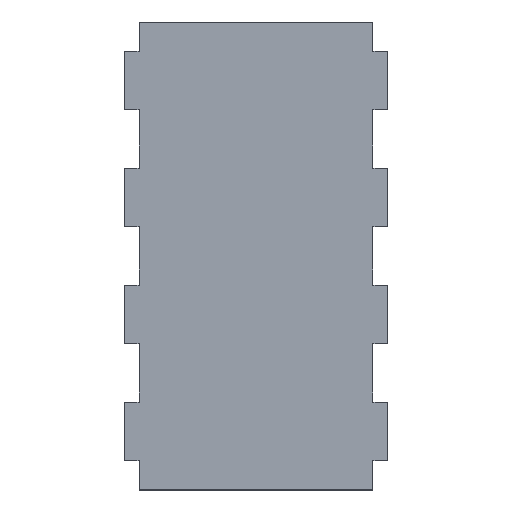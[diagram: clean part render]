
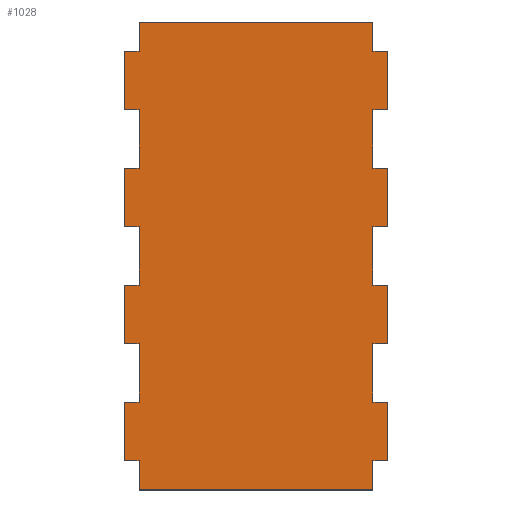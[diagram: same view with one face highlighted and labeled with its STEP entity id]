
A CAD part, top view. The second image highlights one B-rep face of the part: STEP entity #1028.
In plain terms, the highlighted planar face has unit normal (0, 0, 1).
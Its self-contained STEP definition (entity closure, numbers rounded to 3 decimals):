
#64=ORIENTED_EDGE('',*,*,#276,.T.);
#65=ORIENTED_EDGE('',*,*,#278,.F.);
#66=ORIENTED_EDGE('',*,*,#279,.F.);
#67=ORIENTED_EDGE('',*,*,#280,.F.);
#68=ORIENTED_EDGE('',*,*,#270,.T.);
#69=ORIENTED_EDGE('',*,*,#281,.T.);
#70=ORIENTED_EDGE('',*,*,#282,.T.);
#71=ORIENTED_EDGE('',*,*,#283,.T.);
#72=ORIENTED_EDGE('',*,*,#265,.T.);
#73=ORIENTED_EDGE('',*,*,#284,.T.);
#74=ORIENTED_EDGE('',*,*,#285,.T.);
#75=ORIENTED_EDGE('',*,*,#286,.T.);
#76=ORIENTED_EDGE('',*,*,#287,.T.);
#77=ORIENTED_EDGE('',*,*,#272,.T.);
#78=ORIENTED_EDGE('',*,*,#250,.T.);
#79=ORIENTED_EDGE('',*,*,#288,.F.);
#80=ORIENTED_EDGE('',*,*,#289,.F.);
#81=ORIENTED_EDGE('',*,*,#290,.F.);
#82=ORIENTED_EDGE('',*,*,#242,.T.);
#83=ORIENTED_EDGE('',*,*,#291,.F.);
#84=ORIENTED_EDGE('',*,*,#292,.F.);
#85=ORIENTED_EDGE('',*,*,#293,.F.);
#86=ORIENTED_EDGE('',*,*,#254,.T.);
#87=ORIENTED_EDGE('',*,*,#294,.T.);
#88=ORIENTED_EDGE('',*,*,#295,.T.);
#89=ORIENTED_EDGE('',*,*,#296,.T.);
#90=ORIENTED_EDGE('',*,*,#259,.T.);
#91=ORIENTED_EDGE('',*,*,#297,.T.);
#92=ORIENTED_EDGE('',*,*,#298,.T.);
#93=ORIENTED_EDGE('',*,*,#299,.T.);
#94=ORIENTED_EDGE('',*,*,#247,.T.);
#95=ORIENTED_EDGE('',*,*,#262,.T.);
#96=ORIENTED_EDGE('',*,*,#300,.T.);
#97=ORIENTED_EDGE('',*,*,#301,.F.);
#98=ORIENTED_EDGE('',*,*,#302,.F.);
#99=ORIENTED_EDGE('',*,*,#303,.F.);
#242=EDGE_CURVE('',#351,#350,#422,.T.);
#247=EDGE_CURVE('',#353,#355,#427,.T.);
#250=EDGE_CURVE('',#359,#358,#430,.T.);
#254=EDGE_CURVE('',#363,#362,#434,.T.);
#259=EDGE_CURVE('',#365,#367,#439,.T.);
#262=EDGE_CURVE('',#355,#369,#442,.T.);
#265=EDGE_CURVE('',#373,#372,#445,.T.);
#270=EDGE_CURVE('',#374,#377,#450,.T.);
#272=EDGE_CURVE('',#379,#359,#452,.T.);
#276=EDGE_CURVE('',#383,#382,#456,.T.);
#278=EDGE_CURVE('',#384,#382,#458,.T.);
#279=EDGE_CURVE('',#385,#384,#459,.T.);
#280=EDGE_CURVE('',#374,#385,#460,.T.);
#281=EDGE_CURVE('',#377,#386,#461,.T.);
#282=EDGE_CURVE('',#386,#387,#462,.T.);
#283=EDGE_CURVE('',#387,#373,#463,.T.);
#284=EDGE_CURVE('',#372,#388,#464,.T.);
#285=EDGE_CURVE('',#388,#389,#465,.T.);
#286=EDGE_CURVE('',#389,#390,#466,.T.);
#287=EDGE_CURVE('',#390,#379,#467,.T.);
#288=EDGE_CURVE('',#391,#358,#468,.T.);
#289=EDGE_CURVE('',#392,#391,#469,.T.);
#290=EDGE_CURVE('',#351,#392,#470,.T.);
#291=EDGE_CURVE('',#393,#350,#471,.T.);
#292=EDGE_CURVE('',#394,#393,#472,.T.);
#293=EDGE_CURVE('',#363,#394,#473,.T.);
#294=EDGE_CURVE('',#362,#395,#474,.T.);
#295=EDGE_CURVE('',#395,#396,#475,.T.);
#296=EDGE_CURVE('',#396,#365,#476,.T.);
#297=EDGE_CURVE('',#367,#397,#477,.T.);
#298=EDGE_CURVE('',#397,#398,#478,.T.);
#299=EDGE_CURVE('',#398,#353,#479,.T.);
#300=EDGE_CURVE('',#369,#399,#480,.T.);
#301=EDGE_CURVE('',#400,#399,#481,.T.);
#302=EDGE_CURVE('',#401,#400,#482,.T.);
#303=EDGE_CURVE('',#383,#401,#483,.T.);
#350=VERTEX_POINT('',#1296);
#351=VERTEX_POINT('',#1298);
#353=VERTEX_POINT('',#1303);
#355=VERTEX_POINT('',#1307);
#358=VERTEX_POINT('',#1314);
#359=VERTEX_POINT('',#1316);
#362=VERTEX_POINT('',#1323);
#363=VERTEX_POINT('',#1325);
#365=VERTEX_POINT('',#1330);
#367=VERTEX_POINT('',#1334);
#369=VERTEX_POINT('',#1340);
#372=VERTEX_POINT('',#1347);
#373=VERTEX_POINT('',#1349);
#374=VERTEX_POINT('',#1353);
#377=VERTEX_POINT('',#1358);
#379=VERTEX_POINT('',#1364);
#382=VERTEX_POINT('',#1371);
#383=VERTEX_POINT('',#1373);
#384=VERTEX_POINT('',#1377);
#385=VERTEX_POINT('',#1379);
#386=VERTEX_POINT('',#1382);
#387=VERTEX_POINT('',#1384);
#388=VERTEX_POINT('',#1387);
#389=VERTEX_POINT('',#1389);
#390=VERTEX_POINT('',#1391);
#391=VERTEX_POINT('',#1394);
#392=VERTEX_POINT('',#1396);
#393=VERTEX_POINT('',#1399);
#394=VERTEX_POINT('',#1401);
#395=VERTEX_POINT('',#1404);
#396=VERTEX_POINT('',#1406);
#397=VERTEX_POINT('',#1409);
#398=VERTEX_POINT('',#1411);
#399=VERTEX_POINT('',#1414);
#400=VERTEX_POINT('',#1416);
#401=VERTEX_POINT('',#1418);
#422=LINE('',#1297,#530);
#427=LINE('',#1308,#535);
#430=LINE('',#1315,#538);
#434=LINE('',#1324,#542);
#439=LINE('',#1335,#547);
#442=LINE('',#1341,#550);
#445=LINE('',#1348,#553);
#450=LINE('',#1359,#558);
#452=LINE('',#1363,#560);
#456=LINE('',#1372,#564);
#458=LINE('',#1376,#566);
#459=LINE('',#1378,#567);
#460=LINE('',#1380,#568);
#461=LINE('',#1381,#569);
#462=LINE('',#1383,#570);
#463=LINE('',#1385,#571);
#464=LINE('',#1386,#572);
#465=LINE('',#1388,#573);
#466=LINE('',#1390,#574);
#467=LINE('',#1392,#575);
#468=LINE('',#1393,#576);
#469=LINE('',#1395,#577);
#470=LINE('',#1397,#578);
#471=LINE('',#1398,#579);
#472=LINE('',#1400,#580);
#473=LINE('',#1402,#581);
#474=LINE('',#1403,#582);
#475=LINE('',#1405,#583);
#476=LINE('',#1407,#584);
#477=LINE('',#1408,#585);
#478=LINE('',#1410,#586);
#479=LINE('',#1412,#587);
#480=LINE('',#1413,#588);
#481=LINE('',#1415,#589);
#482=LINE('',#1417,#590);
#483=LINE('',#1419,#591);
#530=VECTOR('',#1108,1000.);
#535=VECTOR('',#1115,1000.);
#538=VECTOR('',#1120,1000.);
#542=VECTOR('',#1126,1000.);
#547=VECTOR('',#1133,1000.);
#550=VECTOR('',#1138,1000.);
#553=VECTOR('',#1143,1000.);
#558=VECTOR('',#1150,1000.);
#560=VECTOR('',#1154,1000.);
#564=VECTOR('',#1160,1000.);
#566=VECTOR('',#1164,1000.);
#567=VECTOR('',#1165,1000.);
#568=VECTOR('',#1166,1000.);
#569=VECTOR('',#1167,1000.);
#570=VECTOR('',#1168,1000.);
#571=VECTOR('',#1169,1000.);
#572=VECTOR('',#1170,1000.);
#573=VECTOR('',#1171,1000.);
#574=VECTOR('',#1172,1000.);
#575=VECTOR('',#1173,1000.);
#576=VECTOR('',#1174,1000.);
#577=VECTOR('',#1175,1000.);
#578=VECTOR('',#1176,1000.);
#579=VECTOR('',#1177,1000.);
#580=VECTOR('',#1178,1000.);
#581=VECTOR('',#1179,1000.);
#582=VECTOR('',#1180,1000.);
#583=VECTOR('',#1181,1000.);
#584=VECTOR('',#1182,1000.);
#585=VECTOR('',#1183,1000.);
#586=VECTOR('',#1184,1000.);
#587=VECTOR('',#1185,1000.);
#588=VECTOR('',#1186,1000.);
#589=VECTOR('',#1187,1000.);
#590=VECTOR('',#1188,1000.);
#591=VECTOR('',#1189,1000.);
#646=EDGE_LOOP('',(#64,#65,#66,#67,#68,#69,#70,#71,#72,#73,#74,#75,#76,
#77,#78,#79,#80,#81,#82,#83,#84,#85,#86,#87,#88,#89,#90,#91,#92,#93,#94,
#95,#96,#97,#98,#99));
#684=FACE_BOUND('',#646,.T.);
#722=PLANE('',#1073);
#1028=ADVANCED_FACE('',(#684),#722,.T.);
#1073=AXIS2_PLACEMENT_3D('',#1375,#1162,#1163);
#1108=DIRECTION('',(0.,1.,0.));
#1115=DIRECTION('',(0.,1.,0.));
#1120=DIRECTION('',(0.,1.,0.));
#1126=DIRECTION('',(0.,1.,0.));
#1133=DIRECTION('',(0.,1.,0.));
#1138=DIRECTION('',(-1.,0.,0.));
#1143=DIRECTION('',(0.,-1.,0.));
#1150=DIRECTION('',(0.,-1.,0.));
#1154=DIRECTION('',(1.,0.,0.));
#1160=DIRECTION('',(0.,-1.,0.));
#1162=DIRECTION('',(0.,0.,1.));
#1163=DIRECTION('',(1.,0.,0.));
#1164=DIRECTION('',(1.,0.,0.));
#1165=DIRECTION('',(0.,1.,0.));
#1166=DIRECTION('',(-1.,0.,0.));
#1167=DIRECTION('',(-1.,0.,0.));
#1168=DIRECTION('',(0.,-1.,0.));
#1169=DIRECTION('',(1.,0.,0.));
#1170=DIRECTION('',(-1.,0.,0.));
#1171=DIRECTION('',(0.,-1.,0.));
#1172=DIRECTION('',(1.,0.,0.));
#1173=DIRECTION('',(0.,-1.,0.));
#1174=DIRECTION('',(-1.,0.,0.));
#1175=DIRECTION('',(0.,-1.,0.));
#1176=DIRECTION('',(1.,0.,0.));
#1177=DIRECTION('',(-1.,0.,0.));
#1178=DIRECTION('',(0.,-1.,0.));
#1179=DIRECTION('',(1.,0.,0.));
#1180=DIRECTION('',(1.,0.,0.));
#1181=DIRECTION('',(0.,1.,0.));
#1182=DIRECTION('',(-1.,0.,0.));
#1183=DIRECTION('',(1.,0.,0.));
#1184=DIRECTION('',(0.,1.,0.));
#1185=DIRECTION('',(-1.,0.,0.));
#1186=DIRECTION('',(0.,-1.,0.));
#1187=DIRECTION('',(1.,0.,0.));
#1188=DIRECTION('',(0.,1.,0.));
#1189=DIRECTION('',(-1.,0.,0.));
#1296=CARTESIAN_POINT('',(0.8,-0.6,0.425));
#1297=CARTESIAN_POINT('',(0.8,-1.6,0.425));
#1298=CARTESIAN_POINT('',(0.8,-1.,0.425));
#1303=CARTESIAN_POINT('',(0.8,1.4,0.425));
#1307=CARTESIAN_POINT('',(0.8,1.6,0.425));
#1308=CARTESIAN_POINT('',(0.8,-1.6,0.425));
#1314=CARTESIAN_POINT('',(0.8,-1.4,0.425));
#1315=CARTESIAN_POINT('',(0.8,-1.6,0.425));
#1316=CARTESIAN_POINT('',(0.8,-1.6,0.425));
#1323=CARTESIAN_POINT('',(0.8,0.2,0.425));
#1324=CARTESIAN_POINT('',(0.8,-1.6,0.425));
#1325=CARTESIAN_POINT('',(0.8,-0.2,0.425));
#1330=CARTESIAN_POINT('',(0.8,0.6,0.425));
#1334=CARTESIAN_POINT('',(0.8,1.,0.425));
#1335=CARTESIAN_POINT('',(0.8,-1.6,0.425));
#1340=CARTESIAN_POINT('',(-0.8,1.6,0.425));
#1341=CARTESIAN_POINT('',(0.8,1.6,0.425));
#1347=CARTESIAN_POINT('',(-0.8,-1.,0.425));
#1348=CARTESIAN_POINT('',(-0.8,1.6,0.425));
#1349=CARTESIAN_POINT('',(-0.8,-0.6,0.425));
#1353=CARTESIAN_POINT('',(-0.8,0.2,0.425));
#1358=CARTESIAN_POINT('',(-0.8,-0.2,0.425));
#1359=CARTESIAN_POINT('',(-0.8,1.6,0.425));
#1363=CARTESIAN_POINT('',(-0.8,-1.6,0.425));
#1364=CARTESIAN_POINT('',(-0.8,-1.6,0.425));
#1371=CARTESIAN_POINT('',(-0.8,0.6,0.425));
#1372=CARTESIAN_POINT('',(-0.8,1.6,0.425));
#1373=CARTESIAN_POINT('',(-0.8,1.,0.425));
#1375=CARTESIAN_POINT('',(-0.8,-1.6,0.425));
#1376=CARTESIAN_POINT('',(-0.9,0.6,0.425));
#1377=CARTESIAN_POINT('',(-0.9,0.6,0.425));
#1378=CARTESIAN_POINT('',(-0.9,0.2,0.425));
#1379=CARTESIAN_POINT('',(-0.9,0.2,0.425));
#1380=CARTESIAN_POINT('',(-0.7,0.2,0.425));
#1381=CARTESIAN_POINT('',(-0.7,-0.2,0.425));
#1382=CARTESIAN_POINT('',(-0.9,-0.2,0.425));
#1383=CARTESIAN_POINT('',(-0.9,-0.2,0.425));
#1384=CARTESIAN_POINT('',(-0.9,-0.6,0.425));
#1385=CARTESIAN_POINT('',(-0.9,-0.6,0.425));
#1386=CARTESIAN_POINT('',(-0.7,-1.,0.425));
#1387=CARTESIAN_POINT('',(-0.9,-1.,0.425));
#1388=CARTESIAN_POINT('',(-0.9,-1.,0.425));
#1389=CARTESIAN_POINT('',(-0.9,-1.4,0.425));
#1390=CARTESIAN_POINT('',(-0.9,-1.4,0.425));
#1391=CARTESIAN_POINT('',(-0.8,-1.4,0.425));
#1392=CARTESIAN_POINT('',(-0.8,1.6,0.425));
#1393=CARTESIAN_POINT('',(0.9,-1.4,0.425));
#1394=CARTESIAN_POINT('',(0.9,-1.4,0.425));
#1395=CARTESIAN_POINT('',(0.9,-1.,0.425));
#1396=CARTESIAN_POINT('',(0.9,-1.,0.425));
#1397=CARTESIAN_POINT('',(0.7,-1.,0.425));
#1398=CARTESIAN_POINT('',(0.9,-0.6,0.425));
#1399=CARTESIAN_POINT('',(0.9,-0.6,0.425));
#1400=CARTESIAN_POINT('',(0.9,-0.2,0.425));
#1401=CARTESIAN_POINT('',(0.9,-0.2,0.425));
#1402=CARTESIAN_POINT('',(0.7,-0.2,0.425));
#1403=CARTESIAN_POINT('',(0.7,0.2,0.425));
#1404=CARTESIAN_POINT('',(0.9,0.2,0.425));
#1405=CARTESIAN_POINT('',(0.9,0.2,0.425));
#1406=CARTESIAN_POINT('',(0.9,0.6,0.425));
#1407=CARTESIAN_POINT('',(0.9,0.6,0.425));
#1408=CARTESIAN_POINT('',(0.7,1.,0.425));
#1409=CARTESIAN_POINT('',(0.9,1.,0.425));
#1410=CARTESIAN_POINT('',(0.9,1.,0.425));
#1411=CARTESIAN_POINT('',(0.9,1.4,0.425));
#1412=CARTESIAN_POINT('',(0.9,1.4,0.425));
#1413=CARTESIAN_POINT('',(-0.8,1.6,0.425));
#1414=CARTESIAN_POINT('',(-0.8,1.4,0.425));
#1415=CARTESIAN_POINT('',(-0.9,1.4,0.425));
#1416=CARTESIAN_POINT('',(-0.9,1.4,0.425));
#1417=CARTESIAN_POINT('',(-0.9,1.,0.425));
#1418=CARTESIAN_POINT('',(-0.9,1.,0.425));
#1419=CARTESIAN_POINT('',(-0.7,1.,0.425));
